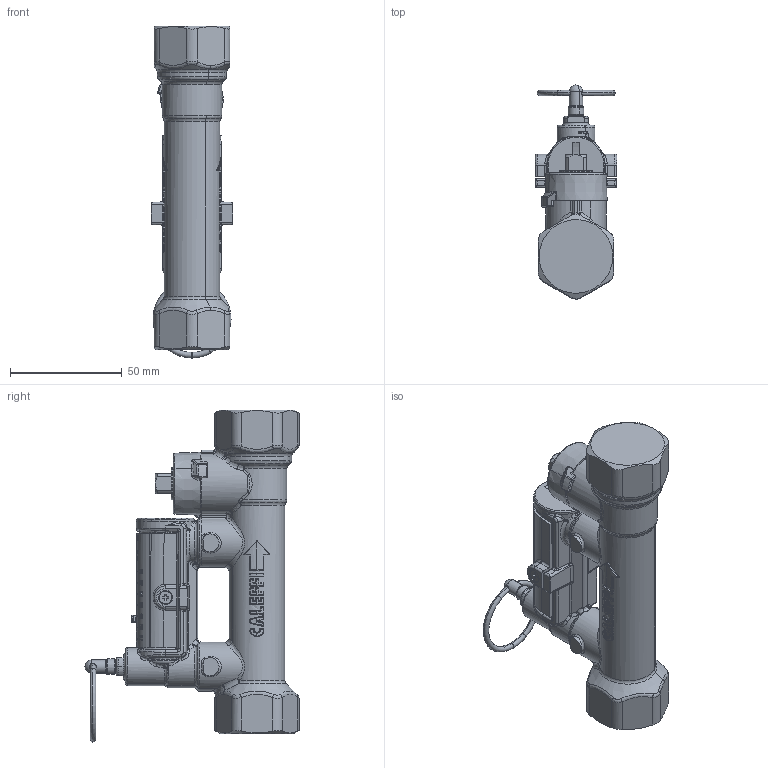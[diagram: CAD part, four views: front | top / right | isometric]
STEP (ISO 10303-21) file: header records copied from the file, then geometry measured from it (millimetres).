
FILE_DESCRIPTION(('CATIA V5 STEP Exchange'),'2;1');
FILE_NAME('STEP_132512_-_TST.stp','2017-07-04T07:23:48+00:00',('none'),('none'),'CATIA Version 5-6 Release 2014 SP5','CATIA V5 STEP AP203','none');
FILE_SCHEMA(('CONFIG_CONTROL_DESIGN'));
Products named in the file (1): 132512 - TST
Bounding box: 36.6 x 95.9 x 148.76 mm (x, y, z)
Volume: 163682.3 mm3; surface area: 37301 mm2
Topology: 3 solids, 5 shells, 2627 faces, 6637 edges, 3898 vertices
Faces by surface type: plane 776, cylinder 672, bspline 544, torus 204, extrusion 178, sphere 162, cone 91
Entity records: 109477 total; most frequent: CARTESIAN_POINT 57089, ORIENTED_EDGE 12882, DIRECTION 6845, EDGE_CURVE 6441, VERTEX_POINT 3898, AXIS2_PLACEMENT_3D 3018, B_SPLINE_CURVE_WITH_KNOTS 2776, EDGE_LOOP 2727
